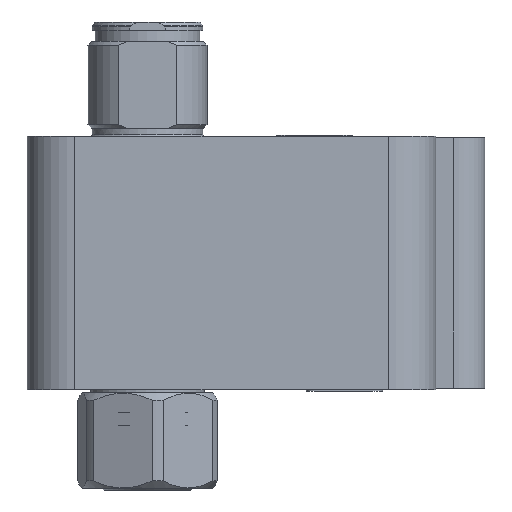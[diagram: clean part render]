
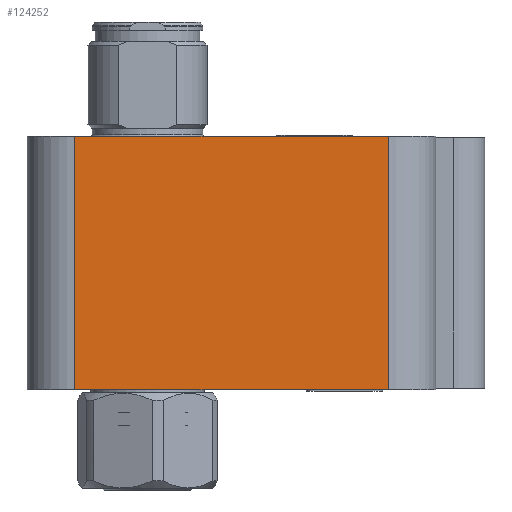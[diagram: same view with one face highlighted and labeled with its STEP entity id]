
A CAD part, front view. The second image highlights one B-rep face of the part: STEP entity #124252.
In plain terms, the highlighted planar face has unit normal (0, -1, 0).
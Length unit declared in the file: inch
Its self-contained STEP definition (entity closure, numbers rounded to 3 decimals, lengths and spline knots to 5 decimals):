
#454 = DIRECTION ( 'NONE',  ( 0., 0., -1. ) ) ;
#2952 = EDGE_LOOP ( 'NONE', ( #15109, #71567, #33594, #113253 ) ) ;
#4501 = LINE ( 'NONE', #131765, #15605 ) ;
#8225 = DIRECTION ( 'NONE',  ( 0., 0., 1. ) ) ;
#15109 = ORIENTED_EDGE ( 'NONE', *, *, #31173, .T. ) ;
#15605 = VECTOR ( 'NONE', #46219, 39.37008 ) ;
#20760 = VERTEX_POINT ( 'NONE', #84524 ) ;
#22690 = CARTESIAN_POINT ( 'NONE',  ( 1.03, -0.785, 0.834 ) ) ;
#31173 = EDGE_CURVE ( 'NONE', #72957, #20760, #4501, .T. ) ;
#32978 = VECTOR ( 'NONE', #95390, 39.37008 ) ;
#33594 = ORIENTED_EDGE ( 'NONE', *, *, #126210, .F. ) ;
#35414 = EDGE_CURVE ( 'NONE', #135543, #20760, #72830, .T. ) ;
#38968 = VERTEX_POINT ( 'NONE', #93445 ) ;
#46219 = DIRECTION ( 'NONE',  ( 1., 0., 0. ) ) ;
#52678 = CARTESIAN_POINT ( 'NONE',  ( -1.03, -0.785, 0.834 ) ) ;
#62444 = PLANE ( 'NONE',  #87384 ) ;
#64732 = CARTESIAN_POINT ( 'NONE',  ( -1.03, -0.785, 0.834 ) ) ;
#68822 = CARTESIAN_POINT ( 'NONE',  ( -1.03, -0.785, -0.834 ) ) ;
#71567 = ORIENTED_EDGE ( 'NONE', *, *, #35414, .F. ) ;
#71947 = CARTESIAN_POINT ( 'NONE',  ( -1.03, -0.785, 0.834 ) ) ;
#72830 = LINE ( 'NONE', #105517, #121146 ) ;
#72957 = VERTEX_POINT ( 'NONE', #68822 ) ;
#84524 = CARTESIAN_POINT ( 'NONE',  ( 1.03, -0.785, -0.834 ) ) ;
#87384 = AXIS2_PLACEMENT_3D ( 'NONE', #52678, #93096, #8225 ) ;
#93096 = DIRECTION ( 'NONE',  ( 0., 1., 0. ) ) ;
#93445 = CARTESIAN_POINT ( 'NONE',  ( -1.03, -0.785, 0.834 ) ) ;
#95390 = DIRECTION ( 'NONE',  ( 0., 0., -1. ) ) ;
#99520 = EDGE_CURVE ( 'NONE', #38968, #72957, #126711, .T. ) ;
#103974 = DIRECTION ( 'NONE',  ( 1., 0., 0. ) ) ;
#105517 = CARTESIAN_POINT ( 'NONE',  ( 1.03, -0.785, 0.834 ) ) ;
#113253 = ORIENTED_EDGE ( 'NONE', *, *, #99520, .T. ) ;
#116714 = FACE_OUTER_BOUND ( 'NONE', #2952, .T. ) ;
#121146 = VECTOR ( 'NONE', #454, 39.37008 ) ;
#124252 = ADVANCED_FACE ( 'NONE', ( #116714 ), #62444, .F. ) ;
#126210 = EDGE_CURVE ( 'NONE', #38968, #135543, #133228, .T. ) ;
#126711 = LINE ( 'NONE', #64732, #32978 ) ;
#127493 = VECTOR ( 'NONE', #103974, 39.37008 ) ;
#131765 = CARTESIAN_POINT ( 'NONE',  ( -1.03, -0.785, -0.834 ) ) ;
#133228 = LINE ( 'NONE', #71947, #127493 ) ;
#135543 = VERTEX_POINT ( 'NONE', #22690 ) ;
